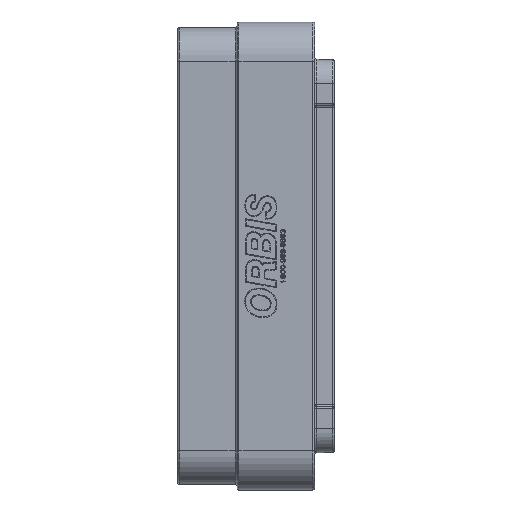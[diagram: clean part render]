
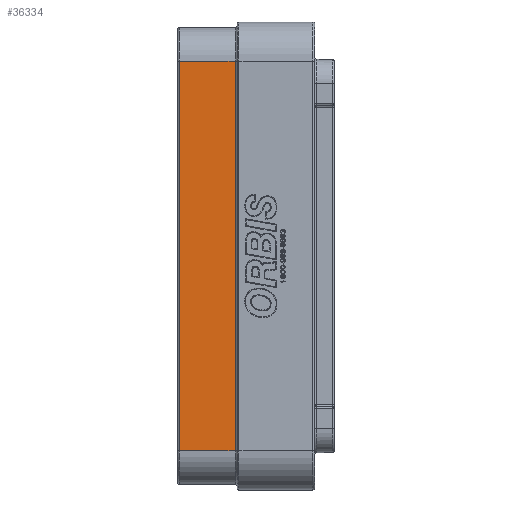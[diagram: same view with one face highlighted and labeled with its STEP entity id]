
A CAD part, left-side view. The second image highlights one B-rep face of the part: STEP entity #36334.
In plain terms, the highlighted planar face has unit normal (-1, 0, 0).
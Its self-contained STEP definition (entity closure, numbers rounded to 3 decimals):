
#8332=DIRECTION('',(0.,0.,1.));
#8333=VECTOR('',#8332,9.95);
#8334=CARTESIAN_POINT('',(-7.325,3.45,-4.975));
#8335=LINE('',#8334,#8333);
#8336=DIRECTION('',(0.,1.,0.));
#8337=VECTOR('',#8336,1.415);
#8338=CARTESIAN_POINT('',(-7.325,2.035,4.975));
#8339=LINE('',#8338,#8337);
#8340=DIRECTION('',(0.,0.,-1.));
#8341=VECTOR('',#8340,9.95);
#8342=CARTESIAN_POINT('',(-7.325,2.035,4.975));
#8343=LINE('',#8342,#8341);
#8344=DIRECTION('',(0.,1.,0.));
#8345=VECTOR('',#8344,1.415);
#8346=CARTESIAN_POINT('',(-7.325,2.035,-4.975));
#8347=LINE('',#8346,#8345);
#24677=CARTESIAN_POINT('',(-7.325,3.45,-4.975));
#24678=VERTEX_POINT('',#24677);
#24681=CARTESIAN_POINT('',(-7.325,3.45,4.975));
#24682=VERTEX_POINT('',#24681);
#24699=CARTESIAN_POINT('',(-7.325,2.035,-4.975));
#24700=VERTEX_POINT('',#24699);
#24705=CARTESIAN_POINT('',(-7.325,2.035,4.975));
#24706=VERTEX_POINT('',#24705);
#36322=CARTESIAN_POINT('',(-7.325,3.5,5.825));
#36323=DIRECTION('',(1.,0.,0.));
#36324=DIRECTION('',(0.,0.,-1.));
#36325=AXIS2_PLACEMENT_3D('',#36322,#36323,#36324);
#36326=PLANE('',#36325);
#36327=ORIENTED_EDGE('',*,*,#36249,.T.);
#36328=ORIENTED_EDGE('',*,*,#36277,.F.);
#36329=ORIENTED_EDGE('',*,*,#36313,.T.);
#36331=ORIENTED_EDGE('',*,*,#36330,.T.);
#36332=EDGE_LOOP('',(#36327,#36328,#36329,#36331));
#36333=FACE_OUTER_BOUND('',#36332,.F.);
#36334=ADVANCED_FACE('',(#36333),#36326,.F.);
#36249=EDGE_CURVE('',#24678,#24682,#8335,.T.);
#36277=EDGE_CURVE('',#24706,#24682,#8339,.T.);
#36313=EDGE_CURVE('',#24706,#24700,#8343,.T.);
#36330=EDGE_CURVE('',#24700,#24678,#8347,.T.);
